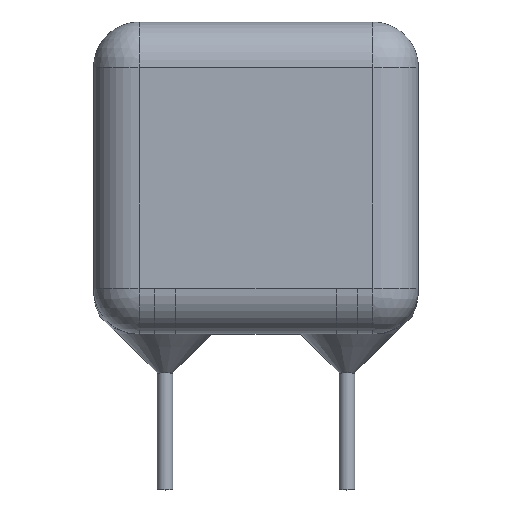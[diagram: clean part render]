
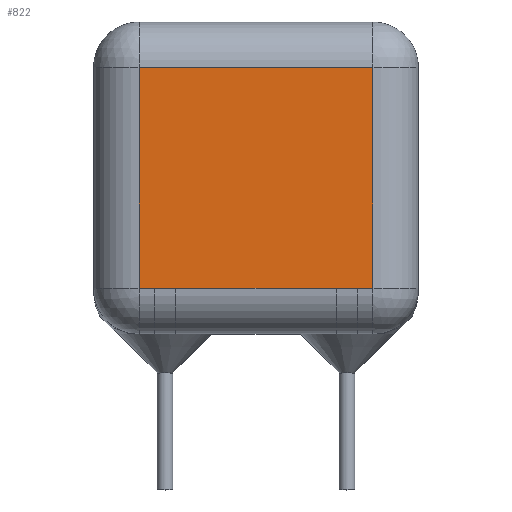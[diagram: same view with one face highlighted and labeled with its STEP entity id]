
A CAD part, top view. The second image highlights one B-rep face of the part: STEP entity #822.
In plain terms, the highlighted planar face has unit normal (0, 0, 1).
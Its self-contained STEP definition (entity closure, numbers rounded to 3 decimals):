
#9 = CARTESIAN_POINT ( 'NONE',  ( -4.5, 10.25, 3.5 ) ) ;
#45 = LINE ( 'NONE', #864, #900 ) ;
#55 = VERTEX_POINT ( 'NONE', #1294 ) ;
#59 = DIRECTION ( 'NONE',  ( 0., 1., 0. ) ) ;
#79 = CARTESIAN_POINT ( 'NONE',  ( -3.5, 1.749, 3.5 ) ) ;
#129 = VECTOR ( 'NONE', #1014, 1000. ) ;
#139 = CARTESIAN_POINT ( 'NONE',  ( 3.5, 1.749, 3.5 ) ) ;
#167 = VERTEX_POINT ( 'NONE', #9 ) ;
#217 = CARTESIAN_POINT ( 'NONE',  ( 0., 1.75, 3.5 ) ) ;
#244 = LINE ( 'NONE', #1394, #129 ) ;
#250 = DIRECTION ( 'NONE',  ( 0., 0., -1. ) ) ;
#252 = ORIENTED_EDGE ( 'NONE', *, *, #1331, .T. ) ;
#287 = ORIENTED_EDGE ( 'NONE', *, *, #321, .T. ) ;
#321 = EDGE_CURVE ( 'NONE', #603, #55, #1079, .T. ) ;
#361 = CARTESIAN_POINT ( 'NONE',  ( -3.64, 1.749, 3.5 ) ) ;
#363 = CARTESIAN_POINT ( 'NONE',  ( 4.5, 1.75, 3.5 ) ) ;
#369 = VECTOR ( 'NONE', #59, 1000. ) ;
#373 = ORIENTED_EDGE ( 'NONE', *, *, #1615, .T. ) ;
#376 = ORIENTED_EDGE ( 'NONE', *, *, #833, .T. ) ;
#383 = CARTESIAN_POINT ( 'NONE',  ( 3.219, 1.75, 3.5 ) ) ;
#397 = VERTEX_POINT ( 'NONE', #1147 ) ;
#411 = EDGE_CURVE ( 'NONE', #397, #1369, #1256, .T. ) ;
#431 = EDGE_CURVE ( 'NONE', #575, #603, #244, .T. ) ;
#471 = DIRECTION ( 'NONE',  ( -1., 0., 0. ) ) ;
#482 = DIRECTION ( 'NONE',  ( 1., 0., 0. ) ) ;
#498 = ORIENTED_EDGE ( 'NONE', *, *, #654, .T. ) ;
#503 = CARTESIAN_POINT ( 'NONE',  ( 3.921, 1.75, 3.5 ) ) ;
#542 = LINE ( 'NONE', #877, #839 ) ;
#546 = VECTOR ( 'NONE', #482, 1000. ) ;
#556 = B_SPLINE_CURVE_WITH_KNOTS ( 'NONE', 3,
 ( #919, #383, #1311, #139, #1053, #1042, #503 ),
 .UNSPECIFIED., .F., .F.,
 ( 4, 3, 4 ),
 ( 0., 0., 0.001 ),
 .UNSPECIFIED. ) ;
#575 = VERTEX_POINT ( 'NONE', #1682 ) ;
#593 = CARTESIAN_POINT ( 'NONE',  ( 4.5, 0., 3.5 ) ) ;
#603 = VERTEX_POINT ( 'NONE', #1688 ) ;
#605 = CARTESIAN_POINT ( 'NONE',  ( -3.781, 1.75, 3.5 ) ) ;
#614 = CARTESIAN_POINT ( 'NONE',  ( -3.36, 1.749, 3.5 ) ) ;
#626 = CARTESIAN_POINT ( 'NONE',  ( -3.079, 1.75, 3.5 ) ) ;
#631 = VECTOR ( 'NONE', #1673, 1000. ) ;
#654 = EDGE_CURVE ( 'NONE', #1369, #1241, #819, .T. ) ;
#722 = VERTEX_POINT ( 'NONE', #1400 ) ;
#745 = CARTESIAN_POINT ( 'NONE',  ( -3.219, 1.75, 3.5 ) ) ;
#789 = DIRECTION ( 'NONE',  ( -1., 0., 0. ) ) ;
#819 = LINE ( 'NONE', #593, #369 ) ;
#822 = ADVANCED_FACE ( 'NONE', ( #1298 ), #1437, .F. ) ;
#833 = EDGE_CURVE ( 'NONE', #722, #397, #556, .T. ) ;
#839 = VECTOR ( 'NONE', #1025, 1000. ) ;
#864 = CARTESIAN_POINT ( 'NONE',  ( 0., 10.25, 3.5 ) ) ;
#877 = CARTESIAN_POINT ( 'NONE',  ( 0., 1.75, 3.5 ) ) ;
#900 = VECTOR ( 'NONE', #471, 1000. ) ;
#919 = CARTESIAN_POINT ( 'NONE',  ( 3.079, 1.75, 3.5 ) ) ;
#937 = ORIENTED_EDGE ( 'NONE', *, *, #431, .T. ) ;
#981 = LINE ( 'NONE', #1541, #631 ) ;
#1014 = DIRECTION ( 'NONE',  ( 1., 0., 0. ) ) ;
#1025 = DIRECTION ( 'NONE',  ( 1., 0., 0. ) ) ;
#1042 = CARTESIAN_POINT ( 'NONE',  ( 3.781, 1.75, 3.5 ) ) ;
#1053 = CARTESIAN_POINT ( 'NONE',  ( 3.64, 1.749, 3.5 ) ) ;
#1079 = B_SPLINE_CURVE_WITH_KNOTS ( 'NONE', 3,
 ( #1408, #605, #361, #79, #614, #745, #626 ),
 .UNSPECIFIED., .F., .F.,
 ( 4, 3, 4 ),
 ( 0., 0., 0.001 ),
 .UNSPECIFIED. ) ;
#1147 = CARTESIAN_POINT ( 'NONE',  ( 3.921, 1.75, 3.5 ) ) ;
#1195 = ORIENTED_EDGE ( 'NONE', *, *, #411, .T. ) ;
#1241 = VERTEX_POINT ( 'NONE', #1638 ) ;
#1256 = LINE ( 'NONE', #217, #546 ) ;
#1294 = CARTESIAN_POINT ( 'NONE',  ( -3.079, 1.75, 3.5 ) ) ;
#1298 = FACE_OUTER_BOUND ( 'NONE', #1666, .T. ) ;
#1303 = CARTESIAN_POINT ( 'NONE',  ( 0., 0., 3.5 ) ) ;
#1311 = CARTESIAN_POINT ( 'NONE',  ( 3.36, 1.749, 3.5 ) ) ;
#1331 = EDGE_CURVE ( 'NONE', #55, #722, #542, .T. ) ;
#1342 = EDGE_CURVE ( 'NONE', #167, #575, #981, .T. ) ;
#1360 = ORIENTED_EDGE ( 'NONE', *, *, #1342, .T. ) ;
#1369 = VERTEX_POINT ( 'NONE', #363 ) ;
#1394 = CARTESIAN_POINT ( 'NONE',  ( 0., 1.75, 3.5 ) ) ;
#1400 = CARTESIAN_POINT ( 'NONE',  ( 3.079, 1.75, 3.5 ) ) ;
#1408 = CARTESIAN_POINT ( 'NONE',  ( -3.921, 1.75, 3.5 ) ) ;
#1437 = PLANE ( 'NONE',  #1516 ) ;
#1516 = AXIS2_PLACEMENT_3D ( 'NONE', #1303, #250, #789 ) ;
#1541 = CARTESIAN_POINT ( 'NONE',  ( -4.5, 0., 3.5 ) ) ;
#1615 = EDGE_CURVE ( 'NONE', #1241, #167, #45, .T. ) ;
#1638 = CARTESIAN_POINT ( 'NONE',  ( 4.5, 10.25, 3.5 ) ) ;
#1666 = EDGE_LOOP ( 'NONE', ( #937, #287, #252, #376, #1195, #498, #373, #1360 ) ) ;
#1673 = DIRECTION ( 'NONE',  ( 0., -1., 0. ) ) ;
#1682 = CARTESIAN_POINT ( 'NONE',  ( -4.5, 1.75, 3.5 ) ) ;
#1688 = CARTESIAN_POINT ( 'NONE',  ( -3.921, 1.75, 3.5 ) ) ;
